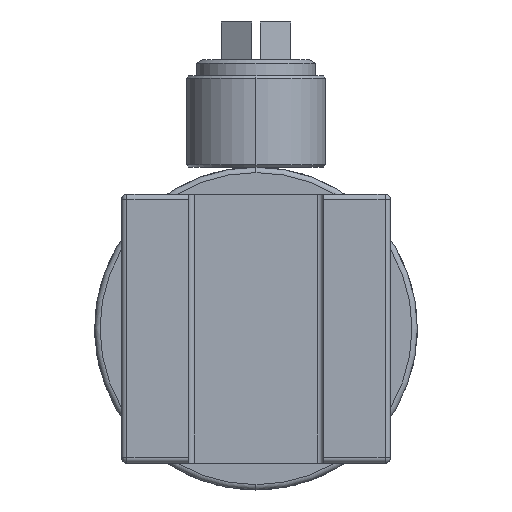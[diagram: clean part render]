
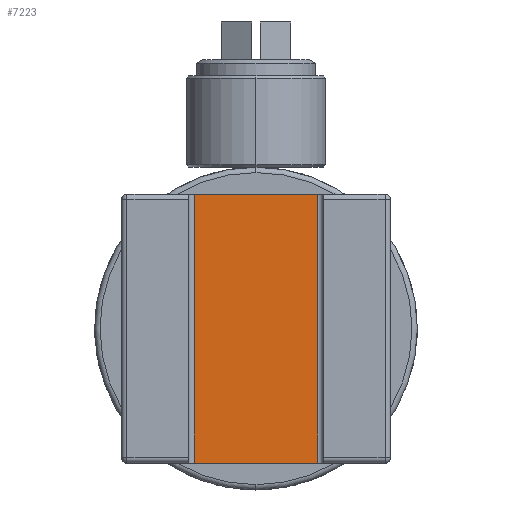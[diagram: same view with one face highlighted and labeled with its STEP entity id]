
A CAD part, left-side view. The second image highlights one B-rep face of the part: STEP entity #7223.
In plain terms, the highlighted planar face has unit normal (-1, 0, 0).
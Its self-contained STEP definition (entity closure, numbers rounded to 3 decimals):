
#15 = VECTOR ( 'NONE', #5361, 1000. ) ;
#153 = AXIS2_PLACEMENT_3D ( 'NONE', #3894, #4097, #4854 ) ;
#304 = VECTOR ( 'NONE', #9154, 1000. ) ;
#986 = VERTEX_POINT ( 'NONE', #6967 ) ;
#1021 = VECTOR ( 'NONE', #7575, 1000. ) ;
#1598 = VERTEX_POINT ( 'NONE', #10289 ) ;
#2151 = CARTESIAN_POINT ( 'NONE',  ( -15., 11.5, -25. ) ) ;
#2988 = EDGE_LOOP ( 'NONE', ( #3356, #5666, #9211, #10555 ) ) ;
#3356 = ORIENTED_EDGE ( 'NONE', *, *, #10153, .F. ) ;
#3894 = CARTESIAN_POINT ( 'NONE',  ( -15., 11.5, -25. ) ) ;
#4097 = DIRECTION ( 'NONE',  ( 1., 0., 0. ) ) ;
#4274 = LINE ( 'NONE', #5041, #304 ) ;
#4854 = DIRECTION ( 'NONE',  ( 0., 0., -1. ) ) ;
#5041 = CARTESIAN_POINT ( 'NONE',  ( -15., 11.5, 25. ) ) ;
#5361 = DIRECTION ( 'NONE',  ( 0., 0., 1. ) ) ;
#5606 = CARTESIAN_POINT ( 'NONE',  ( -15., 11.5, -25. ) ) ;
#5666 = ORIENTED_EDGE ( 'NONE', *, *, #9105, .F. ) ;
#5769 = FACE_OUTER_BOUND ( 'NONE', #2988, .T. ) ;
#6559 = EDGE_CURVE ( 'NONE', #9571, #6687, #4274, .T. ) ;
#6687 = VERTEX_POINT ( 'NONE', #9359 ) ;
#6967 = CARTESIAN_POINT ( 'NONE',  ( -15., 11.5, -25. ) ) ;
#7007 = LINE ( 'NONE', #2151, #15 ) ;
#7223 = ADVANCED_FACE ( 'NONE', ( #5769 ), #8149, .F. ) ;
#7405 = EDGE_CURVE ( 'NONE', #1598, #9571, #9073, .T. ) ;
#7421 = LINE ( 'NONE', #5606, #9436 ) ;
#7479 = CARTESIAN_POINT ( 'NONE',  ( -15., -11.5, -25. ) ) ;
#7575 = DIRECTION ( 'NONE',  ( 0., 0., 1. ) ) ;
#8149 = PLANE ( 'NONE',  #153 ) ;
#9073 = LINE ( 'NONE', #7479, #1021 ) ;
#9105 = EDGE_CURVE ( 'NONE', #1598, #986, #7421, .T. ) ;
#9154 = DIRECTION ( 'NONE',  ( 0., 1., 0. ) ) ;
#9211 = ORIENTED_EDGE ( 'NONE', *, *, #7405, .T. ) ;
#9359 = CARTESIAN_POINT ( 'NONE',  ( -15., 11.5, 25. ) ) ;
#9436 = VECTOR ( 'NONE', #10515, 1000. ) ;
#9571 = VERTEX_POINT ( 'NONE', #9859 ) ;
#9859 = CARTESIAN_POINT ( 'NONE',  ( -15., -11.5, 25. ) ) ;
#10153 = EDGE_CURVE ( 'NONE', #986, #6687, #7007, .T. ) ;
#10289 = CARTESIAN_POINT ( 'NONE',  ( -15., -11.5, -25. ) ) ;
#10515 = DIRECTION ( 'NONE',  ( 0., 1., 0. ) ) ;
#10555 = ORIENTED_EDGE ( 'NONE', *, *, #6559, .T. ) ;
